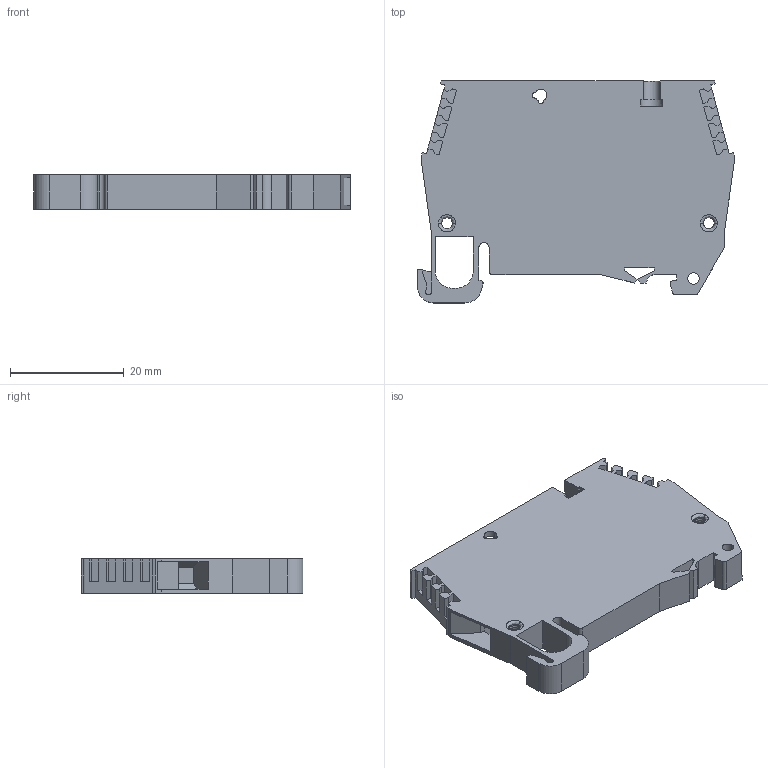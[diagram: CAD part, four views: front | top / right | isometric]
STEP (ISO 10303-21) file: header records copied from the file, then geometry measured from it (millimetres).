
FILE_DESCRIPTION (( 'STEP AP214' ), '1' );
FILE_NAME ('4358100_DN-QFE4.STEP', '2014-05-26T14:27:20', ( '' ), ( '' ), 'SwSTEP 2.0', 'SolidWorks 2013', '' );
FILE_SCHEMA (( 'AUTOMOTIVE_DESIGN' ));
Length unit declared in the file: millimetre
Products named in the file (1): 4358100_DN-QFE4
Bounding box: 55.65 x 39 x 6 mm (x, y, z)
Volume: 8980 mm3; surface area: 6582.2 mm2
Topology: 1 solids, 2 shells, 314 faces, 876 edges, 567 vertices
Faces by surface type: plane 223, cylinder 67, bspline 20, cone 4
Entity records: 13886 total; most frequent: CARTESIAN_POINT 2394, ORIENTED_EDGE 1752, DIRECTION 1554, EDGE_CURVE 876, LINE 712, VECTOR 712, VERTEX_POINT 567, AXIS2_PLACEMENT_3D 421
